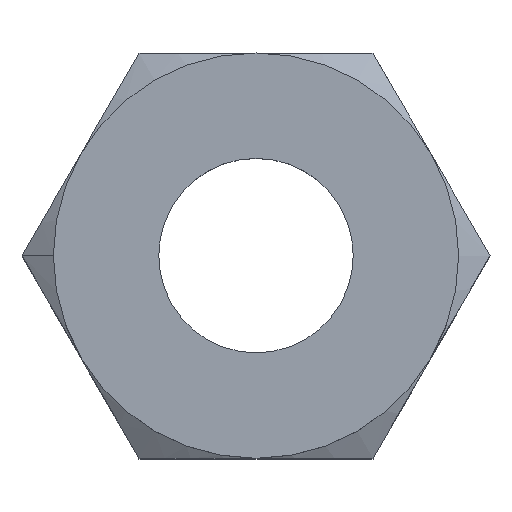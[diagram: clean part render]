
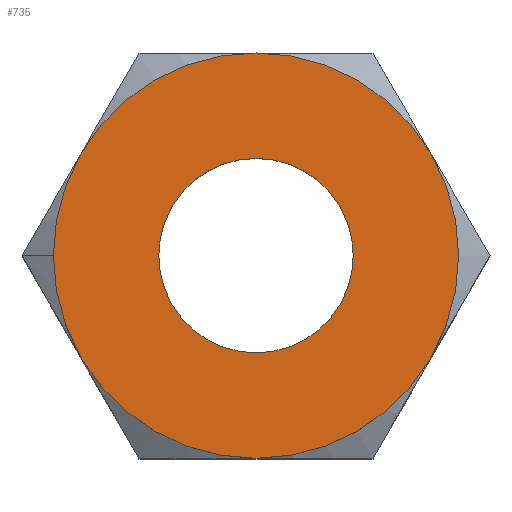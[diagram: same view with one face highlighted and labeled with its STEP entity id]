
A CAD part, top view. The second image highlights one B-rep face of the part: STEP entity #735.
In plain terms, the highlighted planar face has unit normal (0, 0, 1).
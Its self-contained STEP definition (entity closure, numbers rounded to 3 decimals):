
#39 = CIRCLE ( 'NONE', #194, 4.57 ) ;
#51 = EDGE_CURVE ( 'NONE', #699, #295, #39, .T. ) ;
#73 = EDGE_CURVE ( 'NONE', #638, #313, #831, .T. ) ;
#89 = DIRECTION ( 'NONE',  ( 1., 0., 0. ) ) ;
#121 = CIRCLE ( 'NONE', #784, 4.57 ) ;
#140 = FACE_BOUND ( 'NONE', #707, .T. ) ;
#181 = ORIENTED_EDGE ( 'NONE', *, *, #254, .T. ) ;
#185 = CARTESIAN_POINT ( 'NONE',  ( 9.525, 0., 20.58 ) ) ;
#194 = AXIS2_PLACEMENT_3D ( 'NONE', #1103, #841, #1092 ) ;
#217 = CARTESIAN_POINT ( 'NONE',  ( 0., 0., 20.58 ) ) ;
#229 = ORIENTED_EDGE ( 'NONE', *, *, #680, .F. ) ;
#234 = DIRECTION ( 'NONE',  ( 1., 0., 0. ) ) ;
#246 = CARTESIAN_POINT ( 'NONE',  ( 0., 0., 20.58 ) ) ;
#254 = EDGE_CURVE ( 'NONE', #313, #638, #674, .T. ) ;
#295 = VERTEX_POINT ( 'NONE', #891 ) ;
#313 = VERTEX_POINT ( 'NONE', #441 ) ;
#441 = CARTESIAN_POINT ( 'NONE',  ( -9.525, 0., 20.58 ) ) ;
#617 = AXIS2_PLACEMENT_3D ( 'NONE', #217, #850, #234 ) ;
#637 = DIRECTION ( 'NONE',  ( 0., 0., 1. ) ) ;
#638 = VERTEX_POINT ( 'NONE', #185 ) ;
#653 = DIRECTION ( 'NONE',  ( 1., 0., 0. ) ) ;
#674 = CIRCLE ( 'NONE', #617, 9.525 ) ;
#679 = CARTESIAN_POINT ( 'NONE',  ( 0., 0., 20.58 ) ) ;
#680 = EDGE_CURVE ( 'NONE', #295, #699, #121, .T. ) ;
#699 = VERTEX_POINT ( 'NONE', #749 ) ;
#707 = EDGE_LOOP ( 'NONE', ( #884, #229 ) ) ;
#735 = ADVANCED_FACE ( 'NONE', ( #778, #140 ), #1135, .T. ) ;
#749 = CARTESIAN_POINT ( 'NONE',  ( -4.57, 0., 20.58 ) ) ;
#758 = AXIS2_PLACEMENT_3D ( 'NONE', #1112, #637, #653 ) ;
#759 = DIRECTION ( 'NONE',  ( 0., 0., 1. ) ) ;
#773 = DIRECTION ( 'NONE',  ( 1., 0., 0. ) ) ;
#778 = FACE_OUTER_BOUND ( 'NONE', #1055, .T. ) ;
#784 = AXIS2_PLACEMENT_3D ( 'NONE', #246, #961, #89 ) ;
#799 = ORIENTED_EDGE ( 'NONE', *, *, #73, .T. ) ;
#802 = AXIS2_PLACEMENT_3D ( 'NONE', #679, #759, #773 ) ;
#831 = CIRCLE ( 'NONE', #758, 9.525 ) ;
#841 = DIRECTION ( 'NONE',  ( 0., 0., 1. ) ) ;
#850 = DIRECTION ( 'NONE',  ( 0., 0., 1. ) ) ;
#884 = ORIENTED_EDGE ( 'NONE', *, *, #51, .F. ) ;
#891 = CARTESIAN_POINT ( 'NONE',  ( 4.57, 0., 20.58 ) ) ;
#961 = DIRECTION ( 'NONE',  ( 0., 0., 1. ) ) ;
#1055 = EDGE_LOOP ( 'NONE', ( #181, #799 ) ) ;
#1092 = DIRECTION ( 'NONE',  ( 1., 0., 0. ) ) ;
#1103 = CARTESIAN_POINT ( 'NONE',  ( 0., 0., 20.58 ) ) ;
#1112 = CARTESIAN_POINT ( 'NONE',  ( 0., 0., 20.58 ) ) ;
#1135 = PLANE ( 'NONE',  #802 ) ;
